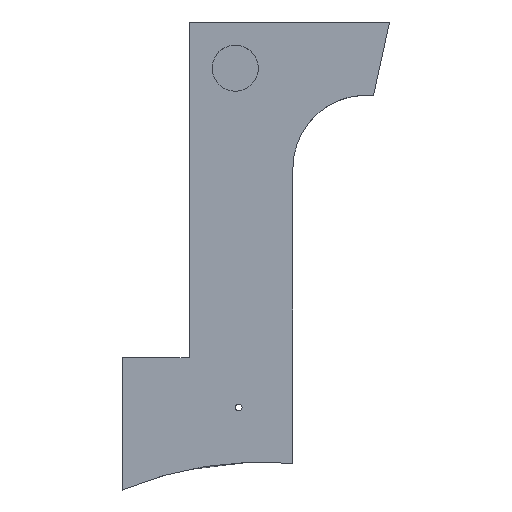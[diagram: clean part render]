
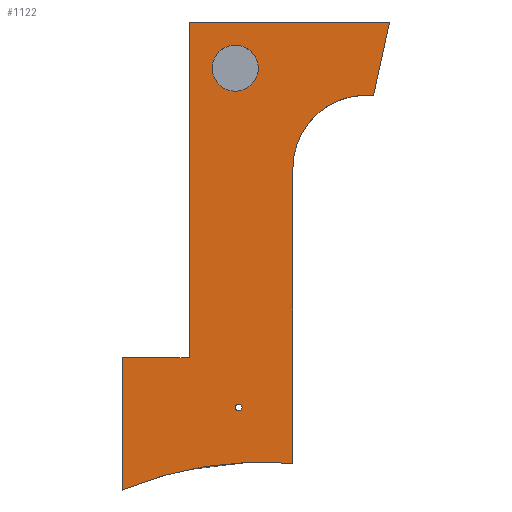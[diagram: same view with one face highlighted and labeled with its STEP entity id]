
A CAD part, top view. The second image highlights one B-rep face of the part: STEP entity #1122.
In plain terms, the highlighted planar face has unit normal (0, 0, 1).
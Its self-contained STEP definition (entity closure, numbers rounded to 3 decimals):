
#42=FACE_BOUND('',#218,.T.);
#43=FACE_BOUND('',#219,.T.);
#73=PLANE('',#1257);
#135=FACE_OUTER_BOUND('',#217,.T.);
#217=EDGE_LOOP('',(#968,#969,#970,#971,#972,#973,#974,#975));
#218=EDGE_LOOP('',(#976));
#219=EDGE_LOOP('',(#977));
#274=LINE('',#1916,#364);
#287=LINE('',#1952,#377);
#295=LINE('',#1969,#385);
#305=LINE('',#1995,#395);
#313=LINE('',#2014,#403);
#314=LINE('',#2016,#404);
#364=VECTOR('',#1480,10.);
#377=VECTOR('',#1513,10.);
#385=VECTOR('',#1527,10.);
#395=VECTOR('',#1555,10.);
#403=VECTOR('',#1571,10.);
#404=VECTOR('',#1574,10.);
#452=CIRCLE('',#1215,1.4);
#459=CIRCLE('',#1233,149.2);
#461=CIRCLE('',#1238,30.2);
#469=CIRCLE('',#1258,9.5);
#525=VERTEX_POINT('',#1880);
#534=VERTEX_POINT('',#1913);
#535=VERTEX_POINT('',#1915);
#538=VERTEX_POINT('',#1923);
#545=VERTEX_POINT('',#1942);
#546=VERTEX_POINT('',#1944);
#548=VERTEX_POINT('',#1950);
#554=VERTEX_POINT('',#1967);
#561=VERTEX_POINT('',#1993);
#569=VERTEX_POINT('',#2017);
#649=EDGE_CURVE('',#525,#525,#452,.T.);
#663=EDGE_CURVE('',#535,#534,#274,.T.);
#668=EDGE_CURVE('',#534,#538,#459,.T.);
#677=EDGE_CURVE('',#546,#545,#461,.T.);
#681=EDGE_CURVE('',#545,#548,#287,.T.);
#690=EDGE_CURVE('',#548,#554,#295,.T.);
#703=EDGE_CURVE('',#554,#561,#305,.T.);
#713=EDGE_CURVE('',#561,#535,#313,.T.);
#714=EDGE_CURVE('',#538,#546,#314,.T.);
#715=EDGE_CURVE('',#569,#569,#469,.T.);
#968=ORIENTED_EDGE('',*,*,#714,.T.);
#969=ORIENTED_EDGE('',*,*,#677,.T.);
#970=ORIENTED_EDGE('',*,*,#681,.T.);
#971=ORIENTED_EDGE('',*,*,#690,.T.);
#972=ORIENTED_EDGE('',*,*,#703,.T.);
#973=ORIENTED_EDGE('',*,*,#713,.T.);
#974=ORIENTED_EDGE('',*,*,#663,.T.);
#975=ORIENTED_EDGE('',*,*,#668,.T.);
#976=ORIENTED_EDGE('',*,*,#649,.F.);
#977=ORIENTED_EDGE('',*,*,#715,.T.);
#1122=ADVANCED_FACE('',(#135,#42,#43),#73,.T.);
#1215=AXIS2_PLACEMENT_3D('',#1882,#1440,#1441);
#1233=AXIS2_PLACEMENT_3D('',#1925,#1488,#1489);
#1238=AXIS2_PLACEMENT_3D('',#1945,#1505,#1506);
#1257=AXIS2_PLACEMENT_3D('',#2015,#1572,#1573);
#1258=AXIS2_PLACEMENT_3D('',#2018,#1575,#1576);
#1440=DIRECTION('center_axis',(0.,0.,1.));
#1441=DIRECTION('ref_axis',(-1.,0.,0.));
#1480=DIRECTION('',(0.,-1.,0.));
#1488=DIRECTION('center_axis',(0.,0.,-1.));
#1489=DIRECTION('ref_axis',(0.085,0.996,0.));
#1505=DIRECTION('center_axis',(0.,0.,-1.));
#1506=DIRECTION('ref_axis',(0.957,0.289,0.));
#1513=DIRECTION('',(0.213,0.977,0.));
#1527=DIRECTION('',(-1.,0.,0.));
#1555=DIRECTION('',(0.,-1.,0.));
#1571=DIRECTION('',(-1.,0.,0.));
#1572=DIRECTION('center_axis',(0.,0.,1.));
#1573=DIRECTION('ref_axis',(-1.,0.,0.));
#1574=DIRECTION('',(0.,1.,0.));
#1575=DIRECTION('center_axis',(0.,0.,-1.));
#1576=DIRECTION('ref_axis',(-1.,0.,0.));
#1880=CARTESIAN_POINT('',(-8.224,171.6,38.1));
#1882=CARTESIAN_POINT('Origin',(-9.624,171.6,38.1));
#1913=CARTESIAN_POINT('',(-57.424,137.707,38.1));
#1915=CARTESIAN_POINT('',(-57.424,192.2,38.1));
#1916=CARTESIAN_POINT('',(-57.424,192.2,38.1));
#1923=CARTESIAN_POINT('',(12.7,148.659,38.1));
#1925=CARTESIAN_POINT('Origin',(0.,0.,
38.1));
#1942=CARTESIAN_POINT('',(45.876,300.053,38.1));
#1944=CARTESIAN_POINT('',(12.7,269.9,38.1));
#1945=CARTESIAN_POINT('Origin',(42.9,270.,38.1));
#1950=CARTESIAN_POINT('',(52.476,330.3,38.1));
#1952=CARTESIAN_POINT('',(52.476,330.3,38.1));
#1967=CARTESIAN_POINT('',(-30.024,330.3,38.1));
#1969=CARTESIAN_POINT('',(117.576,330.3,38.1));
#1993=CARTESIAN_POINT('',(-30.024,192.2,38.1));
#1995=CARTESIAN_POINT('',(-30.024,330.3,38.1));
#2014=CARTESIAN_POINT('',(-30.024,192.2,38.1));
#2015=CARTESIAN_POINT('Origin',(-2.474,234.003,38.1));
#2016=CARTESIAN_POINT('',(12.7,148.659,38.1));
#2017=CARTESIAN_POINT('',(-20.524,311.3,38.1));
#2018=CARTESIAN_POINT('Origin',(-11.024,311.3,38.1));
